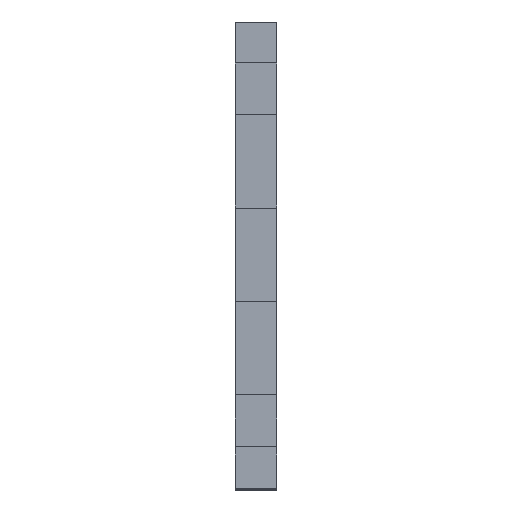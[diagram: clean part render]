
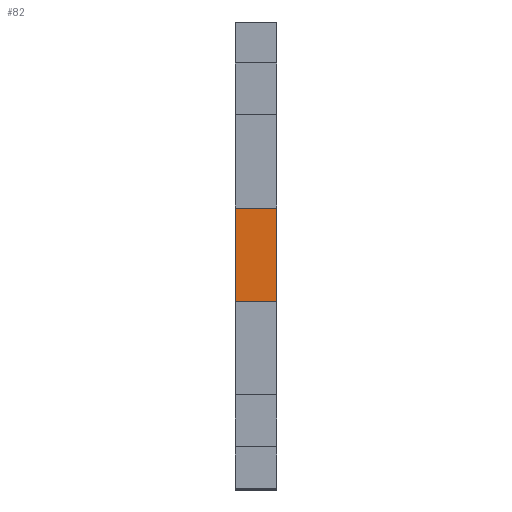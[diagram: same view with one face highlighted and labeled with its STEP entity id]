
A CAD part, top view. The second image highlights one B-rep face of the part: STEP entity #82.
In plain terms, the highlighted planar face has unit normal (0, 0, 1).
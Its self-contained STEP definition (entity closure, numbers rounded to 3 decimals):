
#82=ADVANCED_FACE('',(#294),#296,.T.);
#294=FACE_BOUND('',#295,.T.);
#295=EDGE_LOOP('',(#473,#474,#475,#476));
#296=PLANE('',#297);
#297=AXIS2_PLACEMENT_3D('',#298,#299,#300);
#298=CARTESIAN_POINT('',(0.,4.5,71.));
#299=DIRECTION('',(0.,0.,1.));
#300=DIRECTION('',(0.,-1.,0.));
#473=ORIENTED_EDGE('',*,*,#661,.T.);
#474=ORIENTED_EDGE('',*,*,#662,.T.);
#475=ORIENTED_EDGE('',*,*,#663,.F.);
#476=ORIENTED_EDGE('',*,*,#659,.F.);
#659=EDGE_CURVE('',#824,#826,#827,.T.);
#661=EDGE_CURVE('',#824,#829,#830,.T.);
#662=EDGE_CURVE('',#829,#831,#832,.T.);
#663=EDGE_CURVE('',#826,#831,#833,.T.);
#824=VERTEX_POINT('',#1174);
#826=VERTEX_POINT('',#1178);
#827=LINE('',#1179,#1180);
#829=VERTEX_POINT('',#1185);
#830=LINE('',#1186,#1187);
#831=VERTEX_POINT('',#1189);
#832=LINE('',#1190,#1191);
#833=LINE('',#1193,#1194);
#1174=CARTESIAN_POINT('',(0.,4.5,71.));
#1178=CARTESIAN_POINT('',(4.,4.5,71.));
#1179=CARTESIAN_POINT('',(0.,4.5,71.));
#1180=VECTOR('',#1181,1.);
#1181=DIRECTION('',(1.,0.,0.));
#1185=CARTESIAN_POINT('',(0.,-4.5,71.));
#1186=CARTESIAN_POINT('',(0.,4.5,71.));
#1187=VECTOR('',#1188,1.);
#1188=DIRECTION('',(0.,-1.,0.));
#1189=CARTESIAN_POINT('',(4.,-4.5,71.));
#1190=CARTESIAN_POINT('',(0.,-4.5,71.));
#1191=VECTOR('',#1192,1.);
#1192=DIRECTION('',(1.,0.,0.));
#1193=CARTESIAN_POINT('',(4.,4.5,71.));
#1194=VECTOR('',#1195,1.);
#1195=DIRECTION('',(0.,-1.,0.));
